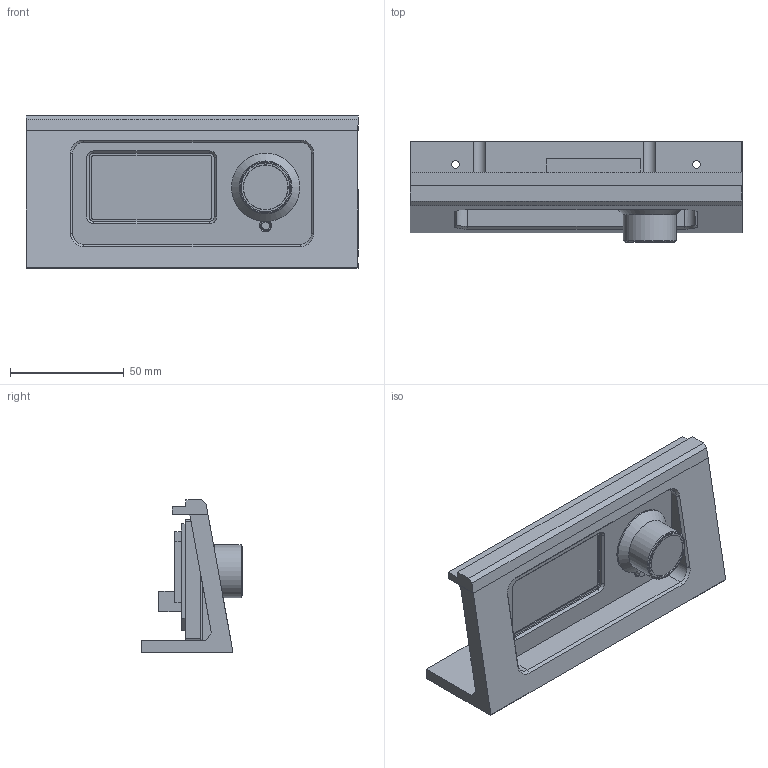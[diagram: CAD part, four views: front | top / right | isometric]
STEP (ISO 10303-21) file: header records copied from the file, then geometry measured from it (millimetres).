
FILE_DESCRIPTION(/* description */ (''),/* implementation_level */ '2;1');
FILE_NAME(/* name */ 'CenterSkirtDisplayWithAccent.step',/* time_stamp */ '2021-05-07T00:20:49-07:00',/* author */ (''),/* organization */ (''),/* preprocessor_version */ 'ST-DEVELOPER v18.1',/* originating_system */ 'Autodesk Translation Framework v10.6.0.1341',/* authorisation */ '');
FILE_SCHEMA (('AUTOMOTIVE_DESIGN { 1 0 10303 214 3 1 1 }'));
Length unit declared in the file: millimetre
Products named in the file (4): CenterSkirtDisplay; VORON2 v2.4 Assembly - Final_Mini12864 Screen v1 v9 (1); Kill Button (1); Jog (1)
Assembly tree (3 placements, depth 3):
  CenterSkirtDisplay
    VORON2 v2.4 Assembly - Final_Mini12864 Screen v1 v9 (1)
      Kill Button (1)
      Jog (1)
Bounding box: 145.97 x 44.31 x 67 mm (x, y, z)
Volume: 129017.4 mm3; surface area: 72889.5 mm2
Topology: 13 solids, 13 shells, 261 faces, 600 edges, 382 vertices
Faces by surface type: plane 167, cylinder 56, cone 22, bspline 12, torus 4
Full cylindrical faces by diameter (mm): 3.25 x4, 3.4 x2, 3.5 x1, 4.5 x7, 4.7 x6, 7 x2, 9 x1, 11 x1, 19.6 x1, 21.2 x1, 21.6 x1, 23.2 x1, 30 x1
Entity records: 7721 total; most frequent: CARTESIAN_POINT 1562, DIRECTION 1231, ORIENTED_EDGE 1200, EDGE_CURVE 600, LINE 433, VECTOR 433, AXIS2_PLACEMENT_3D 399, VERTEX_POINT 382
